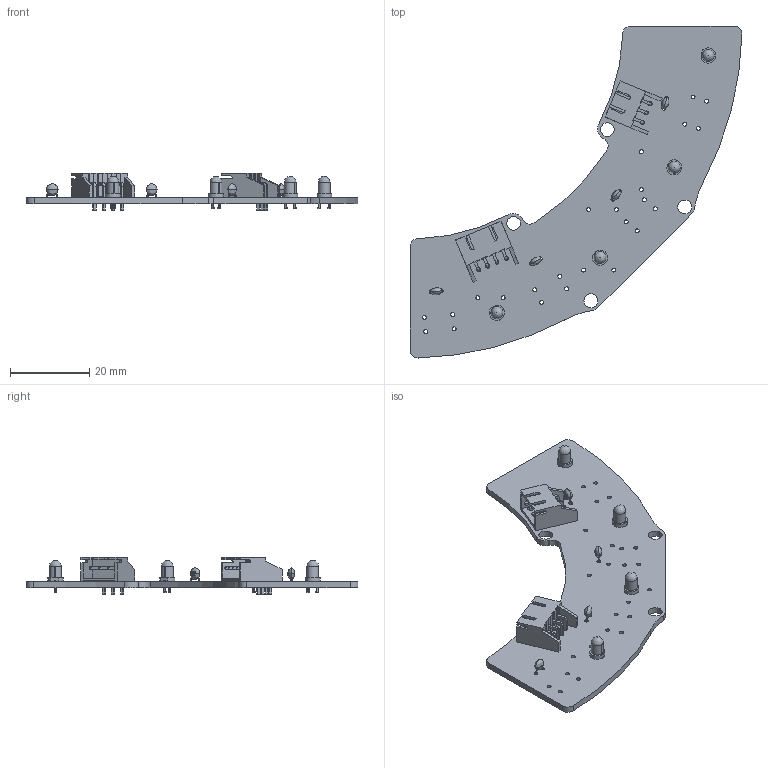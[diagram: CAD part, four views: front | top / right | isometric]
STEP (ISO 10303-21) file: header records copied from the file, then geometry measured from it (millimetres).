
FILE_DESCRIPTION(('KiCad electronic assembly'),'2;1');
FILE_NAME('LINE.step','2024-10-23T21:19:54',('Pcbnew'),('Kicad'), 'Open CASCADE STEP processor 7.6','KiCad to STEP converter','Unknown' );
FILE_SCHEMA(('AUTOMOTIVE_DESIGN { 1 0 10303 214 1 1 1 1 }'));
Length unit declared in the file: millimetre
Products named in the file (10): LINE 1; ã»ã©ããã¯ã³ã³ãã³ãµã¼ v2; SOLID; LEDç½ v2; COMPOUND; Lå­ã³ãã¯ã¿ã¼3ãã³ v1; Lå­ã³ãã¯ã¿ã¼4ãã³ v1; LINE PCB
Assembly tree (15 placements, depth 3):
  LINE 1
    ã»ã©ããã¯ã³ã³ãã³ãµã¼ v2  x4
      SOLID
    LEDç½ v2  x4
      COMPOUND
    Lå­ã³ãã¯ã¿ã¼3ãã³ v1
      COMPOUND
    Lå­ã³ãã¯ã¿ã¼4ãã³ v1
      COMPOUND
    LINE PCB
Bounding box: 83.79 x 83.79 x 9.5 mm (x, y, z)
Volume: 5483.7 mm3; surface area: 8924.4 mm2
Topology: 26 solids, 26 shells, 717 faces, 1927 edges, 1242 vertices
Faces by surface type: plane 467, cylinder 134, bspline 100, torus 8, sphere 8
Full cylindrical faces by diameter (mm): 0.339 x16, 1 x47, 3 x4, 3.5 x4
Entity records: 35589 total; most frequent: CARTESIAN_POINT 11656, DIRECTION 4311, LINE 2825, VECTOR 2825, ORIENTED_EDGE 2342, PCURVE 2342, DEFINITIONAL_REPRESENTATION 2342, EDGE_CURVE 1171
